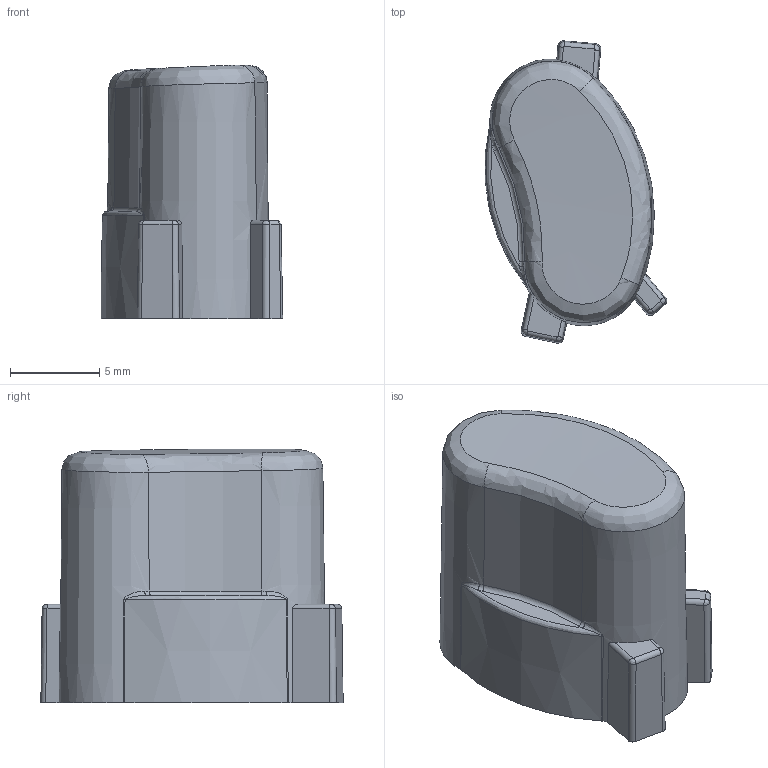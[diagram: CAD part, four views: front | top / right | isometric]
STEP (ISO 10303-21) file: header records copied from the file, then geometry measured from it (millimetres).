
FILE_DESCRIPTION(/* description */ (''),/* implementation_level */ '2;1');
FILE_NAME(/* name */ 'X Button.step',/* time_stamp */ '2023-01-23T22:27:35-08:00',/* author */ (''),/* organization */ (''),/* preprocessor_version */ 'ST-DEVELOPER v19.2',/* originating_system */ 'Autodesk Translation Framework v11.17.0.187',/* authorisation */ '');
FILE_SCHEMA (('AUTOMOTIVE_DESIGN { 1 0 10303 214 3 1 1 }'));
Length unit declared in the file: millimetre
Products named in the file (1): U X OEM
Bounding box: 10.14 x 16.89 x 14.17 mm (x, y, z)
Volume: 683.9 mm3; surface area: 1584.3 mm2
Topology: 1 solids, 1 shells, 92 faces, 231 edges, 143 vertices
Faces by surface type: bspline 23, plane 22, cone 21, cylinder 19, torus 7
Entity records: 3563 total; most frequent: CARTESIAN_POINT 1518, ORIENTED_EDGE 462, DIRECTION 364, EDGE_CURVE 231, AXIS2_PLACEMENT_3D 150, VERTEX_POINT 143, EDGE_LOOP 94, FACE_OUTER_BOUND 92
